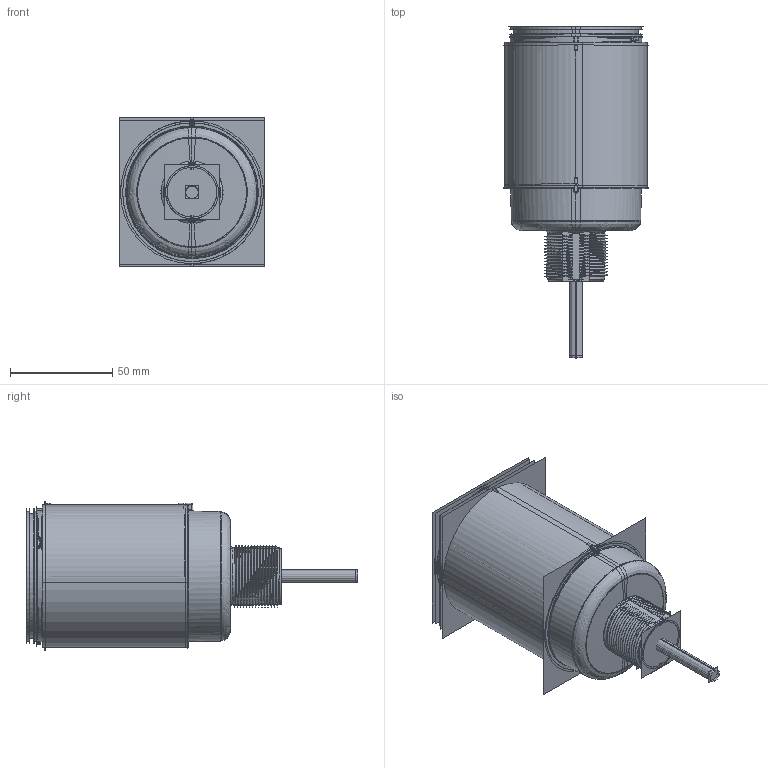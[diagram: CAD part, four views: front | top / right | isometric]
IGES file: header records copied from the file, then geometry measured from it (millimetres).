
Start section:  PTC IGES file: 191440_sm01.igs
Global section: file name: 191440_sm01.igs; native system: Creo Parametric by PTC Inc.; preprocessor: 2019292; author: PDMAdmin; organization: Unknown; date: 20220713.115849; units: millimetre
Bounding box: 71.4 x 162.56 x 73.06 mm (x, y, z)
Volume: 360398.6 mm3; surface area: 199676.6 mm2
Topology: 2 solids, 2 shells, 978 faces, 4883 edges, 6132 vertices
Faces by surface type: revolution 518, bspline 460
